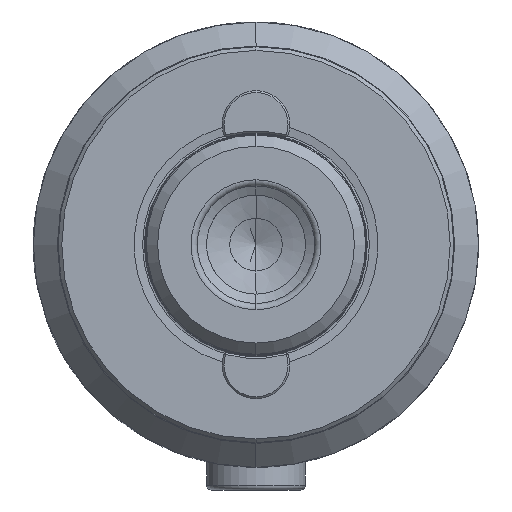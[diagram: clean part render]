
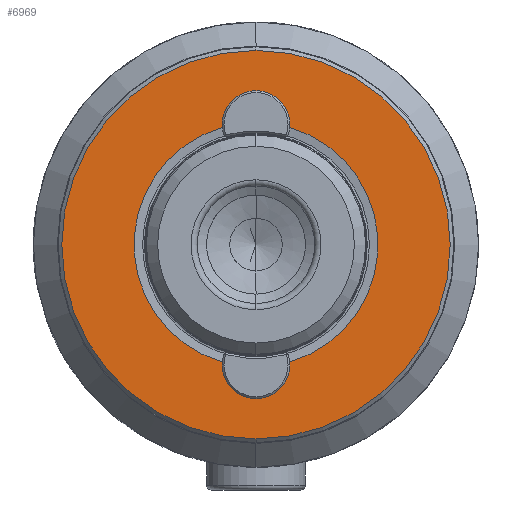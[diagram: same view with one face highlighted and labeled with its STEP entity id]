
A CAD part, left-side view. The second image highlights one B-rep face of the part: STEP entity #6969.
In plain terms, the highlighted planar face has unit normal (-1, 0, 0).
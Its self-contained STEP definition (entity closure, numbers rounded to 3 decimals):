
#73 = CIRCLE ( 'NONE', #26299, 31.4 ) ;
#178 = CIRCLE ( 'NONE', #15850, 19.715 ) ;
#382 = CIRCLE ( 'NONE', #19547, 3. ) ;
#655 = CARTESIAN_POINT ( 'NONE',  ( -96., 0., -21.5 ) ) ;
#961 = CIRCLE ( 'NONE', #22249, 3. ) ;
#1267 = AXIS2_PLACEMENT_3D ( 'NONE', #22430, #11481, #13484 ) ;
#1563 = CARTESIAN_POINT ( 'NONE',  ( -96., -2.305, -19.58 ) ) ;
#1710 = DIRECTION ( 'NONE',  ( 0., 0., 1. ) ) ;
#2079 = EDGE_LOOP ( 'NONE', ( #8093, #8170 ) ) ;
#2503 = CIRCLE ( 'NONE', #5861, 31.4 ) ;
#2604 = VERTEX_POINT ( 'NONE', #22688 ) ;
#2838 = DIRECTION ( 'NONE',  ( -1., 0., 0. ) ) ;
#3042 = DIRECTION ( 'NONE',  ( -1., 0., 0. ) ) ;
#3195 = CIRCLE ( 'NONE', #22292, 19.715 ) ;
#3811 = EDGE_CURVE ( 'NONE', #2604, #18830, #2503, .T. ) ;
#4109 = EDGE_CURVE ( 'NONE', #7028, #19343, #3195, .T. ) ;
#4428 = CIRCLE ( 'NONE', #1267, 3. ) ;
#5238 = DIRECTION ( 'NONE',  ( 0., 0., 1. ) ) ;
#5751 = FACE_BOUND ( 'NONE', #17516, .T. ) ;
#5861 = AXIS2_PLACEMENT_3D ( 'NONE', #19881, #22026, #9105 ) ;
#6098 = EDGE_CURVE ( 'NONE', #18830, #2604, #73, .T. ) ;
#6259 = ORIENTED_EDGE ( 'NONE', *, *, #16241, .F. ) ;
#6969 = ADVANCED_FACE ( 'NONE', ( #12863, #5751 ), #22976, .F. ) ;
#7028 = VERTEX_POINT ( 'NONE', #1563 ) ;
#7046 = ORIENTED_EDGE ( 'NONE', *, *, #25520, .F. ) ;
#7719 = VERTEX_POINT ( 'NONE', #12131 ) ;
#8093 = ORIENTED_EDGE ( 'NONE', *, *, #3811, .T. ) ;
#8170 = ORIENTED_EDGE ( 'NONE', *, *, #6098, .T. ) ;
#8236 = DIRECTION ( 'NONE',  ( -1., 0., 0. ) ) ;
#9105 = DIRECTION ( 'NONE',  ( 0., 0., 1. ) ) ;
#9387 = ORIENTED_EDGE ( 'NONE', *, *, #12783, .F. ) ;
#10077 = CARTESIAN_POINT ( 'NONE',  ( -96., 2.305, -19.58 ) ) ;
#10302 = CARTESIAN_POINT ( 'NONE',  ( -96., 0., 21.5 ) ) ;
#10471 = DIRECTION ( 'NONE',  ( -1., 0., 0. ) ) ;
#10791 = ORIENTED_EDGE ( 'NONE', *, *, #4109, .F. ) ;
#11222 = ORIENTED_EDGE ( 'NONE', *, *, #21559, .F. ) ;
#11481 = DIRECTION ( 'NONE',  ( -1., 0., 0. ) ) ;
#11601 = DIRECTION ( 'NONE',  ( 0., 0., 1. ) ) ;
#11670 = ORIENTED_EDGE ( 'NONE', *, *, #12622, .F. ) ;
#12131 = CARTESIAN_POINT ( 'NONE',  ( -96., 0., -24.5 ) ) ;
#12428 = CARTESIAN_POINT ( 'NONE',  ( -96., -19.715, 0. ) ) ;
#12622 = EDGE_CURVE ( 'NONE', #15252, #24220, #25268, .T. ) ;
#12645 = DIRECTION ( 'NONE',  ( 0., 0., 1. ) ) ;
#12783 = EDGE_CURVE ( 'NONE', #7719, #7028, #961, .T. ) ;
#12863 = FACE_OUTER_BOUND ( 'NONE', #2079, .T. ) ;
#13484 = DIRECTION ( 'NONE',  ( 0., 0., 1. ) ) ;
#14042 = CARTESIAN_POINT ( 'NONE',  ( -96., 2.305, 19.58 ) ) ;
#14257 = VERTEX_POINT ( 'NONE', #10077 ) ;
#14846 = DIRECTION ( 'NONE',  ( 0., 0., 1. ) ) ;
#15252 = VERTEX_POINT ( 'NONE', #21303 ) ;
#15850 = AXIS2_PLACEMENT_3D ( 'NONE', #23115, #10471, #14846 ) ;
#16241 = EDGE_CURVE ( 'NONE', #24220, #14257, #178, .T. ) ;
#17087 = DIRECTION ( 'NONE',  ( -1., 0., 0. ) ) ;
#17516 = EDGE_LOOP ( 'NONE', ( #6259, #11670, #7046, #10791, #9387, #11222 ) ) ;
#17859 = AXIS2_PLACEMENT_3D ( 'NONE', #12428, #27246, #27323 ) ;
#18830 = VERTEX_POINT ( 'NONE', #20537 ) ;
#19343 = VERTEX_POINT ( 'NONE', #19549 ) ;
#19547 = AXIS2_PLACEMENT_3D ( 'NONE', #21484, #17087, #12645 ) ;
#19549 = CARTESIAN_POINT ( 'NONE',  ( -96., -2.305, 19.58 ) ) ;
#19881 = CARTESIAN_POINT ( 'NONE',  ( -96., 0., 0. ) ) ;
#20537 = CARTESIAN_POINT ( 'NONE',  ( -96., 0., 31.4 ) ) ;
#21303 = CARTESIAN_POINT ( 'NONE',  ( -96., 0., 24.5 ) ) ;
#21484 = CARTESIAN_POINT ( 'NONE',  ( -96., 0., 21.5 ) ) ;
#21559 = EDGE_CURVE ( 'NONE', #14257, #7719, #4428, .T. ) ;
#22026 = DIRECTION ( 'NONE',  ( -1., 0., 0. ) ) ;
#22089 = AXIS2_PLACEMENT_3D ( 'NONE', #10302, #8236, #1710 ) ;
#22249 = AXIS2_PLACEMENT_3D ( 'NONE', #655, #2838, #22262 ) ;
#22262 = DIRECTION ( 'NONE',  ( 0., 0., 1. ) ) ;
#22292 = AXIS2_PLACEMENT_3D ( 'NONE', #26601, #24518, #11601 ) ;
#22380 = CARTESIAN_POINT ( 'NONE',  ( -96., 0., 0. ) ) ;
#22430 = CARTESIAN_POINT ( 'NONE',  ( -96., 0., -21.5 ) ) ;
#22688 = CARTESIAN_POINT ( 'NONE',  ( -96., 0., -31.4 ) ) ;
#22976 = PLANE ( 'NONE',  #17859 ) ;
#23115 = CARTESIAN_POINT ( 'NONE',  ( -96., 0., 0. ) ) ;
#24220 = VERTEX_POINT ( 'NONE', #14042 ) ;
#24518 = DIRECTION ( 'NONE',  ( -1., 0., 0. ) ) ;
#25268 = CIRCLE ( 'NONE', #22089, 3. ) ;
#25520 = EDGE_CURVE ( 'NONE', #19343, #15252, #382, .T. ) ;
#26299 = AXIS2_PLACEMENT_3D ( 'NONE', #22380, #3042, #5238 ) ;
#26601 = CARTESIAN_POINT ( 'NONE',  ( -96., 0., 0. ) ) ;
#27246 = DIRECTION ( 'NONE',  ( 1., 0., 0. ) ) ;
#27323 = DIRECTION ( 'NONE',  ( 0., 0., -1. ) ) ;
